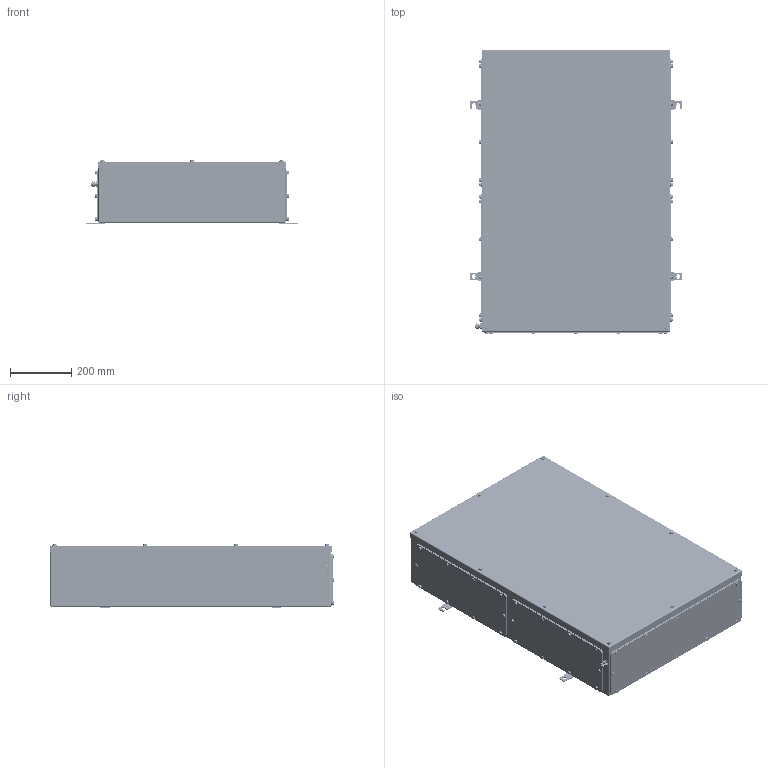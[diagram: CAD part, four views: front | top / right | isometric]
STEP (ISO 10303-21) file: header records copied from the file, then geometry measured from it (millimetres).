
FILE_DESCRIPTION(('CATIA V5 STEP Exchange','CAx-IF Rec.Pracs.--- Model Styling and Organization---1.4--- 2014-01-23'),'2;1');
FILE_NAME ('008707-4_2_1196680000_1196680000.stp','2019-09-25T11:52:05+00:00',('none'),('Weidmueller'),'CATIA Version 5-6 Release 2016 SP3 HF44','CATIA V5 STEP AP214','none');
FILE_SCHEMA(('AUTOMOTIVE_DESIGN { 1 0 10303 214 1 1 1 1 }'));
Products named in the file (1): Product7_AllCATPart
Bounding box: 691 x 927.5 x 208.5 mm (x, y, z)
Volume: 4114865 mm3; surface area: 4434183.9 mm2
Topology: 179 solids, 179 shells, 3811 faces, 8658 edges, 5377 vertices
Faces by surface type: cylinder 1704, plane 1285, cone 742, torus 64, sphere 16
Entity records: 101665 total; most frequent: CARTESIAN_POINT 22249, ORIENTED_EDGE 17000, DIRECTION 13155, EDGE_CURVE 8500, AXIS2_PLACEMENT_3D 6264, VERTEX_POINT 5377, EDGE_LOOP 4573, VECTOR 4222
